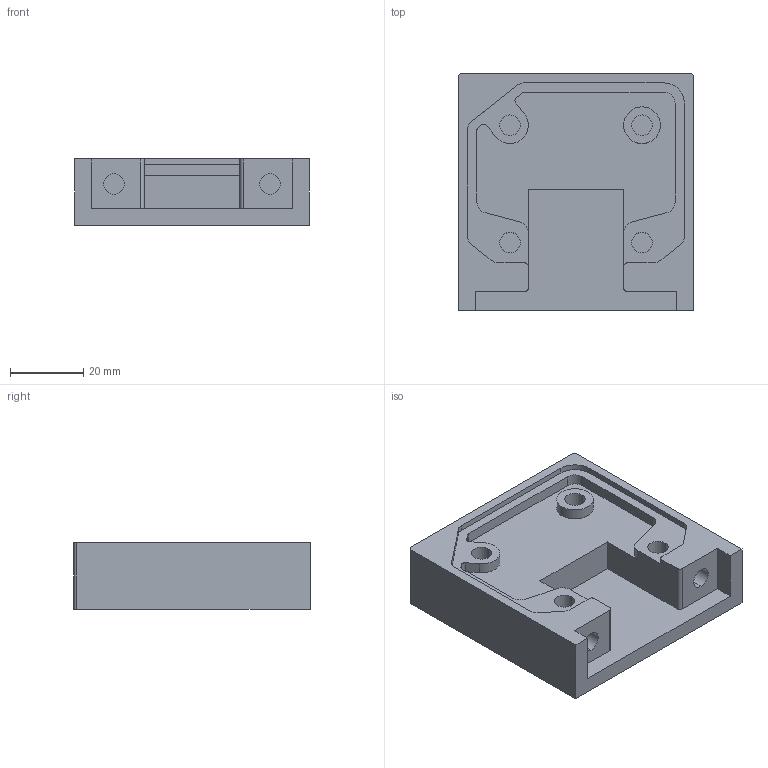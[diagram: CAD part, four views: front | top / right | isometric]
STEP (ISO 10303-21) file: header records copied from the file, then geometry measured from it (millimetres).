
FILE_DESCRIPTION (( 'STEP AP214' ), '1' );
FILE_NAME ('plastic-body.STEP', '2025-09-19T06:52:57', ( '' ), ( '' ), 'SwSTEP 2.0', 'SolidWorks 2024', '' );
FILE_SCHEMA (( 'AUTOMOTIVE_DESIGN' ));
Length unit declared in the file: millimetre
Products named in the file (1): plastic-body
Bounding box: 64 x 64.38 x 18 mm (x, y, z)
Volume: 51521.8 mm3; surface area: 15128.9 mm2
Topology: 1 solids, 1 shells, 82 faces, 214 edges, 142 vertices
Faces by surface type: plane 41, cylinder 39, cone 2
Entity records: 2565 total; most frequent: DIRECTION 460, CARTESIAN_POINT 439, ORIENTED_EDGE 428, EDGE_CURVE 214, AXIS2_PLACEMENT_3D 163, VERTEX_POINT 142, LINE 134, VECTOR 134
